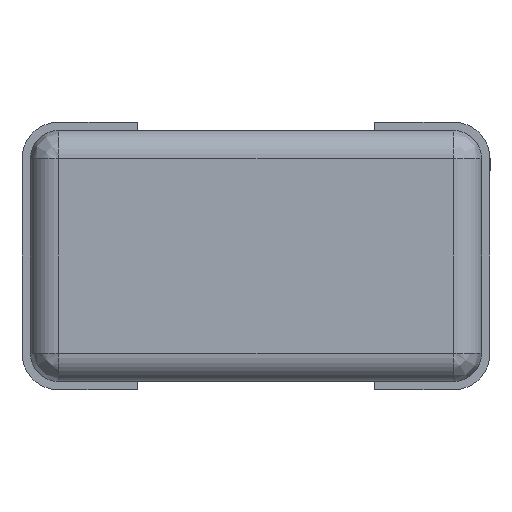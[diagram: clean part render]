
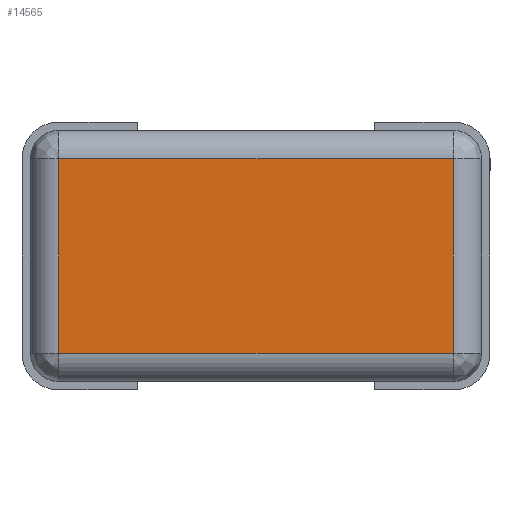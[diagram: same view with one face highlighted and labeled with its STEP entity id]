
A CAD part, left-side view. The second image highlights one B-rep face of the part: STEP entity #14565.
In plain terms, the highlighted planar face has unit normal (-1, 0, 0).
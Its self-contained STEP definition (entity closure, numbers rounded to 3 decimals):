
#1219 = DIRECTION ( 'NONE',  ( 1., 0., 0. ) ) ;
#1498 = CARTESIAN_POINT ( 'NONE',  ( -1.6, 0.8, 0.1 ) ) ;
#2286 = CARTESIAN_POINT ( 'NONE',  ( -1.6, -0.7, 0.79 ) ) ;
#2671 = CARTESIAN_POINT ( 'NONE',  ( -1.6, 0.7, 0.79 ) ) ;
#3244 = EDGE_CURVE ( 'NONE', #21491, #9705, #13861, .T. ) ;
#3454 = PLANE ( 'NONE',  #4367 ) ;
#3560 = EDGE_CURVE ( 'NONE', #24322, #21491, #18155, .T. ) ;
#4331 = DIRECTION ( 'NONE',  ( 0., -1., 0. ) ) ;
#4367 = AXIS2_PLACEMENT_3D ( 'NONE', #24133, #1219, #12926 ) ;
#4394 = VECTOR ( 'NONE', #8923, 1000. ) ;
#5117 = DIRECTION ( 'NONE',  ( 0., 0., 1. ) ) ;
#5500 = CARTESIAN_POINT ( 'NONE',  ( -1.6, 0.7, 0.1 ) ) ;
#6211 = CARTESIAN_POINT ( 'NONE',  ( -1.6, 0.8, 0.79 ) ) ;
#7062 = FACE_OUTER_BOUND ( 'NONE', #21198, .T. ) ;
#8148 = CARTESIAN_POINT ( 'NONE',  ( -1.6, -0.7, 0.89 ) ) ;
#8923 = DIRECTION ( 'NONE',  ( 0., 1., 0. ) ) ;
#9705 = VERTEX_POINT ( 'NONE', #2671 ) ;
#9998 = LINE ( 'NONE', #8148, #22097 ) ;
#10014 = LINE ( 'NONE', #6211, #15484 ) ;
#12876 = CARTESIAN_POINT ( 'NONE',  ( -1.6, 0.7, 0.89 ) ) ;
#12926 = DIRECTION ( 'NONE',  ( 0., 0., -1. ) ) ;
#13861 = LINE ( 'NONE', #12876, #21841 ) ;
#14565 = ADVANCED_FACE ( 'NONE', ( #7062 ), #3454, .F. ) ;
#15292 = EDGE_CURVE ( 'NONE', #22173, #24322, #9998, .T. ) ;
#15484 = VECTOR ( 'NONE', #4331, 1000. ) ;
#15680 = DIRECTION ( 'NONE',  ( 0., 0., -1. ) ) ;
#16142 = ORIENTED_EDGE ( 'NONE', *, *, #3560, .F. ) ;
#16549 = CARTESIAN_POINT ( 'NONE',  ( -1.6, -0.7, 0.1 ) ) ;
#17487 = ORIENTED_EDGE ( 'NONE', *, *, #15292, .F. ) ;
#18030 = ORIENTED_EDGE ( 'NONE', *, *, #23415, .F. ) ;
#18155 = LINE ( 'NONE', #1498, #4394 ) ;
#21198 = EDGE_LOOP ( 'NONE', ( #17487, #18030, #23326, #16142 ) ) ;
#21491 = VERTEX_POINT ( 'NONE', #5500 ) ;
#21841 = VECTOR ( 'NONE', #5117, 1000. ) ;
#22097 = VECTOR ( 'NONE', #15680, 1000. ) ;
#22173 = VERTEX_POINT ( 'NONE', #2286 ) ;
#23326 = ORIENTED_EDGE ( 'NONE', *, *, #3244, .F. ) ;
#23415 = EDGE_CURVE ( 'NONE', #9705, #22173, #10014, .T. ) ;
#24133 = CARTESIAN_POINT ( 'NONE',  ( -1.6, 0.8, 0.89 ) ) ;
#24322 = VERTEX_POINT ( 'NONE', #16549 ) ;
